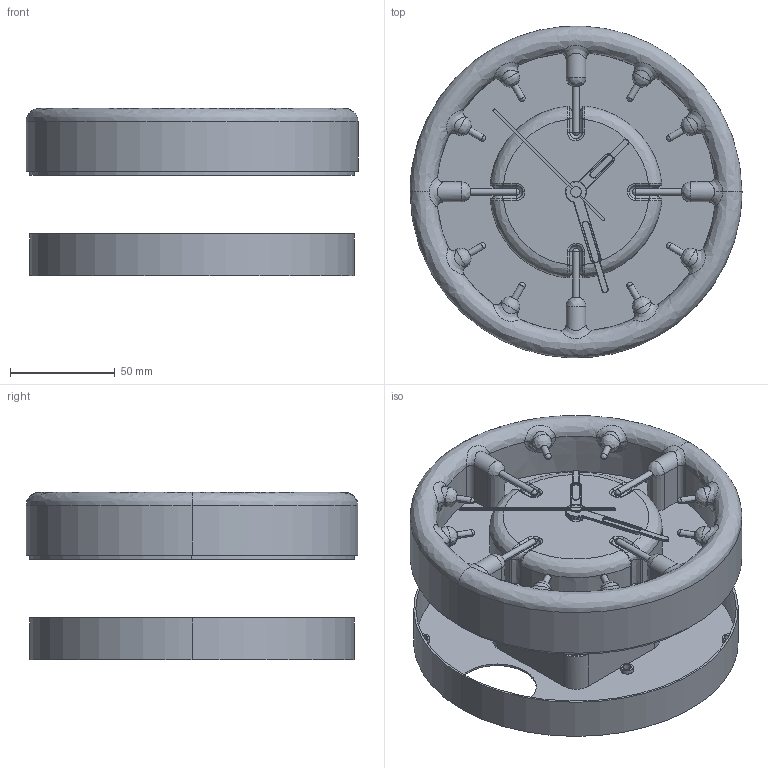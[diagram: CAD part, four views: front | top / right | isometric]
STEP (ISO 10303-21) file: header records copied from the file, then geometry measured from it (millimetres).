
FILE_DESCRIPTION(/* description */ (''),/* implementation_level */ '2;1');
FILE_NAME(/* name */ 'clock parts',/* time_stamp */ '2021-04-29T10:20:13-07:00',/* author */ (''),/* organization */ (''),/* preprocessor_version */ 'ST-DEVELOPER v16.5',/* originating_system */ '',/* authorisation */ '');
FILE_SCHEMA (('AUTOMOTIVE_DESIGN'));
Length unit declared in the file: millimetre
Products named in the file (1): Document
Bounding box: 158.75 x 158.6 x 80.08 mm (x, y, z)
Volume: 337480.5 mm3; surface area: 164429.3 mm2
Topology: 21 solids, 21 shells, 489 faces, 1157 edges, 685 vertices
Faces by surface type: cylinder 227, bspline 151, plane 111
Full cylindrical faces by diameter (mm): 156.21 x1
Entity records: 16870 total; most frequent: CARTESIAN_POINT 9820, ORIENTED_EDGE 2226, EDGE_CURVE 1113, VERTEX_POINT 685, EDGE_LOOP 556, ADVANCED_FACE 489, FACE_OUTER_BOUND 489, DIRECTION 341
